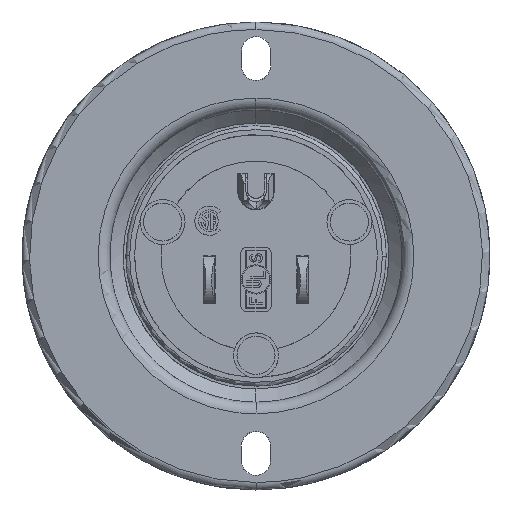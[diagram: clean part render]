
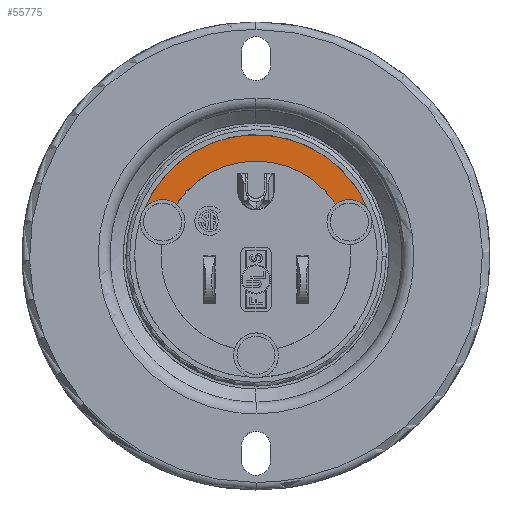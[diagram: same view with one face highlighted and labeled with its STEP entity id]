
A CAD part, left-side view. The second image highlights one B-rep face of the part: STEP entity #55775.
In plain terms, the highlighted planar face has unit normal (-1, 0, 0).
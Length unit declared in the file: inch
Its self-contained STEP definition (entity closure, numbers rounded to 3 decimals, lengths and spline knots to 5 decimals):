
#50 = EDGE_CURVE ( 'NONE', #69784, #67924, #13003, .T. ) ;
#447 = CARTESIAN_POINT ( 'NONE',  ( 0.02, -0.48012, 0.43635 ) ) ;
#1998 = CARTESIAN_POINT ( 'NONE',  ( 0.02, -0.53374, 0.29763 ) ) ;
#2277 = CARTESIAN_POINT ( 'NONE',  ( 0.02, -0.40226, 0.31146 ) ) ;
#3111 = B_SPLINE_CURVE_WITH_KNOTS ( 'NONE', 3,
 ( #40653, #11514, #52027, #63860, #22971, #447, #12612, #29930, #36035, #47490, #41798, #52390, #75419, #18027, #41425, #23364, #65016, #46722, #18788, #12248, #35663, #70041, #17645, #41019, #64242, #58887, #55012, #61162, #71580, #8824, #32198, #13390, #43289, #36787 ),
 .UNSPECIFIED., .F., .F.,
 ( 4, 2, 2, 2, 2, 2, 2, 2, 2, 2, 2, 2, 2, 2, 2, 2, 4 ),
 ( 0., 0.0625, 0.125, 0.1875, 0.25, 0.3125, 0.375, 0.4375, 0.5, 0.5625, 0.625, 0.6875, 0.75, 0.8125, 0.875, 0.9375, 1. ),
 .UNSPECIFIED. ) ;
#3209 = CARTESIAN_POINT ( 'NONE',  ( 0.02, 0.57702, 0.27423 ) ) ;
#3541 = B_SPLINE_CURVE_WITH_KNOTS ( 'NONE', 3,
 ( #44329, #42199, #42561, #71974, #1998, #15183, #32866, #38611, #27112, #4505 ),
 .UNSPECIFIED., .F., .F.,
 ( 4, 2, 2, 2, 4 ),
 ( 0., 0.25, 0.5, 0.75, 1. ),
 .UNSPECIFIED. ) ;
#4505 = CARTESIAN_POINT ( 'NONE',  ( 0.02, -0.42515, 0.27622 ) ) ;
#8017 = CARTESIAN_POINT ( 'NONE',  ( 0.02, -0.31323, 0.40087 ) ) ;
#8398 = CARTESIAN_POINT ( 'NONE',  ( 0.02, 0.42515, 0.27622 ) ) ;
#8824 = CARTESIAN_POINT ( 'NONE',  ( 0.02, 0.52057, 0.38719 ) ) ;
#9960 = B_SPLINE_CURVE_WITH_KNOTS ( 'NONE', 3,
 ( #48731, #66298, #25807, #49107, #55494, #72812, #72438, #3209, #26545, #14989 ),
 .UNSPECIFIED., .F., .F.,
 ( 4, 2, 2, 2, 4 ),
 ( 0., 0.25, 0.5, 0.75, 1. ),
 .UNSPECIFIED. ) ;
#10632 = ORIENTED_EDGE ( 'NONE', *, *, #50376, .F. ) ;
#11514 = CARTESIAN_POINT ( 'NONE',  ( 0.02, -0.58599, 0.27845 ) ) ;
#12248 = CARTESIAN_POINT ( 'NONE',  ( 0.02, 0.12642, 0.63634 ) ) ;
#12612 = CARTESIAN_POINT ( 'NONE',  ( 0.02, -0.45823, 0.45928 ) ) ;
#13003 = B_SPLINE_CURVE_WITH_KNOTS ( 'NONE', 3,
 ( #20603, #2277, #72253, #8017, #66482, #66841, #43595, #14055, #26339, #14429, #19856, #43206, #37474, #37847, #54946, #60717, #55306, #8398 ),
 .UNSPECIFIED., .F., .F.,
 ( 4, 2, 2, 2, 2, 2, 2, 2, 4 ),
 ( 0., 0.125, 0.25, 0.375, 0.5, 0.625, 0.75, 0.875, 1. ),
 .UNSPECIFIED. ) ;
#13390 = CARTESIAN_POINT ( 'NONE',  ( 0.02, 0.57168, 0.30676 ) ) ;
#13713 = CARTESIAN_POINT ( 'NONE',  ( 0.02, 0.42515, 0.27622 ) ) ;
#14055 = CARTESIAN_POINT ( 'NONE',  ( 0.02, -0.08404, 0.50175 ) ) ;
#14393 = ORIENTED_EDGE ( 'NONE', *, *, #50, .F. ) ;
#14429 = CARTESIAN_POINT ( 'NONE',  ( 0.02, 0.04202, 0.507 ) ) ;
#14911 = FACE_OUTER_BOUND ( 'NONE', #51080, .T. ) ;
#14989 = CARTESIAN_POINT ( 'NONE',  ( 0.02, 0.59822, 0.24907 ) ) ;
#15183 = CARTESIAN_POINT ( 'NONE',  ( 0.02, -0.5014, 0.3027 ) ) ;
#15235 = VERTEX_POINT ( 'NONE', #63671 ) ;
#15669 = PLANE ( 'NONE',  #23272 ) ;
#17645 = CARTESIAN_POINT ( 'NONE',  ( 0.02, 0.24787, 0.59957 ) ) ;
#18027 = CARTESIAN_POINT ( 'NONE',  ( 0.02, -0.15736, 0.62941 ) ) ;
#18788 = CARTESIAN_POINT ( 'NONE',  ( 0.02, 0.06345, 0.64567 ) ) ;
#19822 = CARTESIAN_POINT ( 'NONE',  ( 0.02, 0.59822, 0.24907 ) ) ;
#19856 = CARTESIAN_POINT ( 'NONE',  ( 0.02, 0.08404, 0.50175 ) ) ;
#20603 = CARTESIAN_POINT ( 'NONE',  ( 0.02, -0.42515, 0.27622 ) ) ;
#22345 = ORIENTED_EDGE ( 'NONE', *, *, #37207, .T. ) ;
#22971 = CARTESIAN_POINT ( 'NONE',  ( 0.02, -0.52057, 0.3872 ) ) ;
#23272 = AXIS2_PLACEMENT_3D ( 'NONE', #39462, #43699, #61575 ) ;
#23364 = CARTESIAN_POINT ( 'NONE',  ( 0.02, -0.06345, 0.64567 ) ) ;
#24727 = ORIENTED_EDGE ( 'NONE', *, *, #34765, .F. ) ;
#25064 = VERTEX_POINT ( 'NONE', #19822 ) ;
#25807 = CARTESIAN_POINT ( 'NONE',  ( 0.02, 0.45304, 0.29367 ) ) ;
#26339 = CARTESIAN_POINT ( 'NONE',  ( 0.02, -0.04202, 0.507 ) ) ;
#26545 = CARTESIAN_POINT ( 'NONE',  ( 0.02, 0.58902, 0.26261 ) ) ;
#27112 = CARTESIAN_POINT ( 'NONE',  ( 0.02, -0.43805, 0.28628 ) ) ;
#29930 = CARTESIAN_POINT ( 'NONE',  ( 0.02, -0.41101, 0.50198 ) ) ;
#32198 = CARTESIAN_POINT ( 'NONE',  ( 0.02, 0.53887, 0.3613 ) ) ;
#32866 = CARTESIAN_POINT ( 'NONE',  ( 0.02, -0.48472, 0.30188 ) ) ;
#34765 = EDGE_CURVE ( 'NONE', #15235, #69784, #3541, .T. ) ;
#35663 = CARTESIAN_POINT ( 'NONE',  ( 0.02, 0.15736, 0.62941 ) ) ;
#36035 = CARTESIAN_POINT ( 'NONE',  ( 0.02, -0.386, 0.52146 ) ) ;
#36787 = CARTESIAN_POINT ( 'NONE',  ( 0.02, 0.59822, 0.24907 ) ) ;
#37207 = EDGE_CURVE ( 'NONE', #15235, #25064, #3111, .T. ) ;
#37474 = CARTESIAN_POINT ( 'NONE',  ( 0.02, 0.20494, 0.46563 ) ) ;
#37847 = CARTESIAN_POINT ( 'NONE',  ( 0.02, 0.27881, 0.42554 ) ) ;
#38611 = CARTESIAN_POINT ( 'NONE',  ( 0.02, -0.45304, 0.29367 ) ) ;
#39462 = CARTESIAN_POINT ( 'NONE',  ( 0.02, 0.99634, 1.64799 ) ) ;
#40653 = CARTESIAN_POINT ( 'NONE',  ( 0.02, -0.59822, 0.24907 ) ) ;
#41019 = CARTESIAN_POINT ( 'NONE',  ( 0.02, 0.30544, 0.57238 ) ) ;
#41425 = CARTESIAN_POINT ( 'NONE',  ( 0.02, -0.12642, 0.63635 ) ) ;
#41798 = CARTESIAN_POINT ( 'NONE',  ( 0.02, -0.30544, 0.57239 ) ) ;
#42199 = CARTESIAN_POINT ( 'NONE',  ( 0.02, -0.58902, 0.26261 ) ) ;
#42561 = CARTESIAN_POINT ( 'NONE',  ( 0.02, -0.57702, 0.27423 ) ) ;
#43206 = CARTESIAN_POINT ( 'NONE',  ( 0.02, 0.16551, 0.48106 ) ) ;
#43289 = CARTESIAN_POINT ( 'NONE',  ( 0.02, 0.58599, 0.27844 ) ) ;
#43595 = CARTESIAN_POINT ( 'NONE',  ( 0.02, -0.16551, 0.48106 ) ) ;
#43699 = DIRECTION ( 'NONE',  ( 1., 0., 0. ) ) ;
#44329 = CARTESIAN_POINT ( 'NONE',  ( 0.02, -0.59822, 0.24907 ) ) ;
#46722 = CARTESIAN_POINT ( 'NONE',  ( 0.02, 0.03183, 0.648 ) ) ;
#47490 = CARTESIAN_POINT ( 'NONE',  ( 0.02, -0.33303, 0.55678 ) ) ;
#48731 = CARTESIAN_POINT ( 'NONE',  ( 0.02, 0.42515, 0.27622 ) ) ;
#49107 = CARTESIAN_POINT ( 'NONE',  ( 0.02, 0.48472, 0.30188 ) ) ;
#49158 = CARTESIAN_POINT ( 'NONE',  ( 0.02, -0.42515, 0.27622 ) ) ;
#50376 = EDGE_CURVE ( 'NONE', #67924, #25064, #9960, .T. ) ;
#51080 = EDGE_LOOP ( 'NONE', ( #10632, #14393, #24727, #22345 ) ) ;
#52027 = CARTESIAN_POINT ( 'NONE',  ( 0.02, -0.57168, 0.30675 ) ) ;
#52390 = CARTESIAN_POINT ( 'NONE',  ( 0.02, -0.24787, 0.59956 ) ) ;
#54946 = CARTESIAN_POINT ( 'NONE',  ( 0.02, 0.31323, 0.40087 ) ) ;
#55012 = CARTESIAN_POINT ( 'NONE',  ( 0.02, 0.41101, 0.50198 ) ) ;
#55306 = CARTESIAN_POINT ( 'NONE',  ( 0.02, 0.40226, 0.31146 ) ) ;
#55494 = CARTESIAN_POINT ( 'NONE',  ( 0.02, 0.5014, 0.3027 ) ) ;
#55775 = ADVANCED_FACE ( 'NONE', ( #14911 ), #15669, .F. ) ;
#58887 = CARTESIAN_POINT ( 'NONE',  ( 0.02, 0.386, 0.52146 ) ) ;
#60717 = CARTESIAN_POINT ( 'NONE',  ( 0.02, 0.37496, 0.34383 ) ) ;
#61162 = CARTESIAN_POINT ( 'NONE',  ( 0.02, 0.45823, 0.45928 ) ) ;
#61575 = DIRECTION ( 'NONE',  ( 0., 0., 1. ) ) ;
#63671 = CARTESIAN_POINT ( 'NONE',  ( 0.02, -0.59822, 0.24907 ) ) ;
#63860 = CARTESIAN_POINT ( 'NONE',  ( 0.02, -0.53887, 0.3613 ) ) ;
#64242 = CARTESIAN_POINT ( 'NONE',  ( 0.02, 0.33303, 0.55678 ) ) ;
#65016 = CARTESIAN_POINT ( 'NONE',  ( 0.02, -0.03183, 0.648 ) ) ;
#66298 = CARTESIAN_POINT ( 'NONE',  ( 0.02, 0.43805, 0.28628 ) ) ;
#66482 = CARTESIAN_POINT ( 'NONE',  ( 0.02, -0.27881, 0.42554 ) ) ;
#66841 = CARTESIAN_POINT ( 'NONE',  ( 0.02, -0.20494, 0.46563 ) ) ;
#67924 = VERTEX_POINT ( 'NONE', #13713 ) ;
#69784 = VERTEX_POINT ( 'NONE', #49158 ) ;
#70041 = CARTESIAN_POINT ( 'NONE',  ( 0.02, 0.21829, 0.61096 ) ) ;
#71580 = CARTESIAN_POINT ( 'NONE',  ( 0.02, 0.48012, 0.43635 ) ) ;
#71974 = CARTESIAN_POINT ( 'NONE',  ( 0.02, -0.54937, 0.29174 ) ) ;
#72253 = CARTESIAN_POINT ( 'NONE',  ( 0.02, -0.37496, 0.34383 ) ) ;
#72438 = CARTESIAN_POINT ( 'NONE',  ( 0.02, 0.54937, 0.29174 ) ) ;
#72812 = CARTESIAN_POINT ( 'NONE',  ( 0.02, 0.53374, 0.29763 ) ) ;
#75419 = CARTESIAN_POINT ( 'NONE',  ( 0.02, -0.21829, 0.61096 ) ) ;
